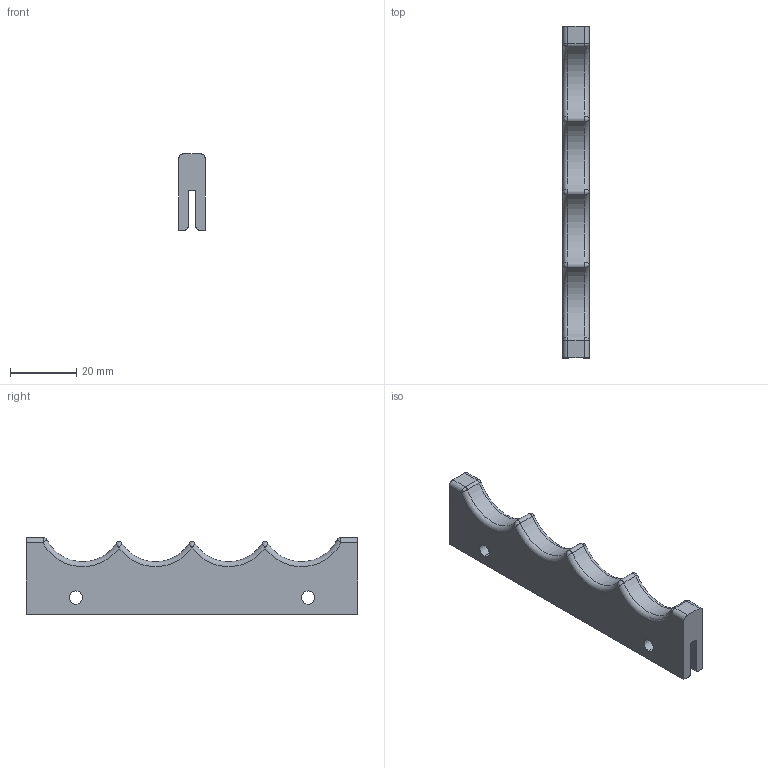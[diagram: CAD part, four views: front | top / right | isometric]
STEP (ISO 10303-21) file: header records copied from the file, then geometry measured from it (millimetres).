
FILE_DESCRIPTION (( 'STEP AP203' ), '1' );
FILE_NAME ('Hand-Holder.STEP', '2016-04-11T07:16:39', ( 'Joel Frax' ), ( 'Microsoft' ), 'SwSTEP 2.0', 'SolidWorks 2015', '' );
FILE_SCHEMA (( 'CONFIG_CONTROL_DESIGN' ));
Length unit declared in the file: millimetre
Products named in the file (1): Hand-Holder
Bounding box: 8 x 100 x 23 mm (x, y, z)
Volume: 11665.5 mm3; surface area: 7941.3 mm2
Topology: 1 solids, 1 shells, 52 faces, 130 edges, 70 vertices
Faces by surface type: cylinder 23, plane 11, bspline 10, torus 8
Entity records: 2217 total; most frequent: CARTESIAN_POINT 993, ORIENTED_EDGE 240, DIRECTION 236, EDGE_CURVE 120, AXIS2_PLACEMENT_3D 93, VERTEX_POINT 70, EDGE_LOOP 60, FACE_OUTER_BOUND 52
